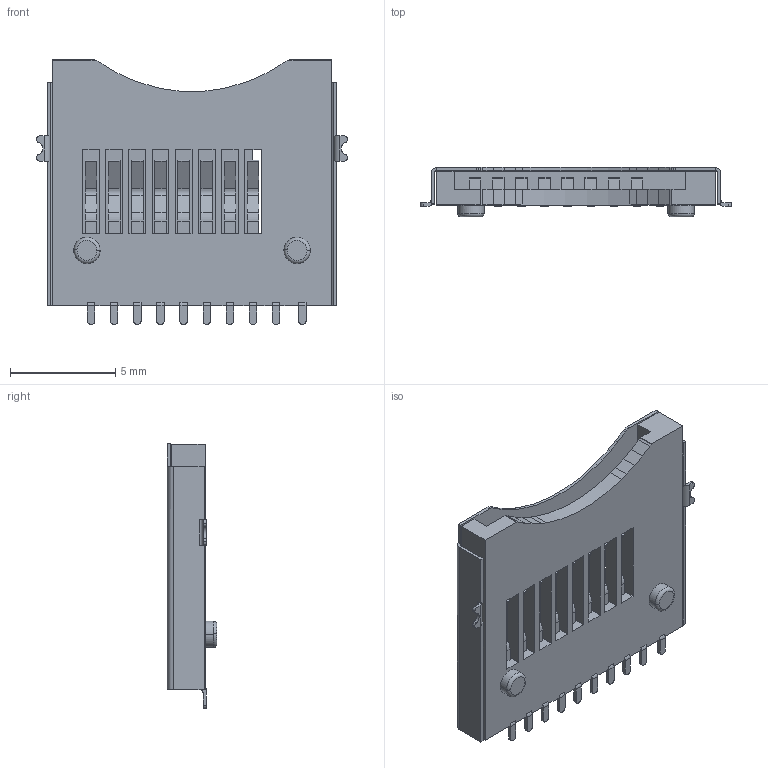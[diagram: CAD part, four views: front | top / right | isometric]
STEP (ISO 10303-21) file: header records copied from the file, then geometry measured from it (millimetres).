
FILE_DESCRIPTION (( 'STEP AP214' ), '1' );
FILE_NAME ('CUI_DEVICES_MSD-11-A.step', '2024-08-01T14:23:40', ( '' ), ( '' ), 'SwSTEP 2.0', 'SolidWorks 2024', '' );
FILE_SCHEMA (( 'AUTOMOTIVE_DESIGN' ));
Length unit declared in the file: inch
Products named in the file (1): CUI_DEVICES_MSD-11-A
Bounding box: 14.78 x 2.35 x 12.6 mm (x, y, z)
Volume: 166.9 mm3; surface area: 793 mm2
Topology: 10 solids, 10 shells, 344 faces, 960 edges, 638 vertices
Faces by surface type: plane 236, cylinder 100, bspline 4, torus 4
Entity records: 11216 total; most frequent: CARTESIAN_POINT 2011, ORIENTED_EDGE 1920, DIRECTION 1852, EDGE_CURVE 960, VECTOR 734, LINE 734, VERTEX_POINT 638, AXIS2_PLACEMENT_3D 559
